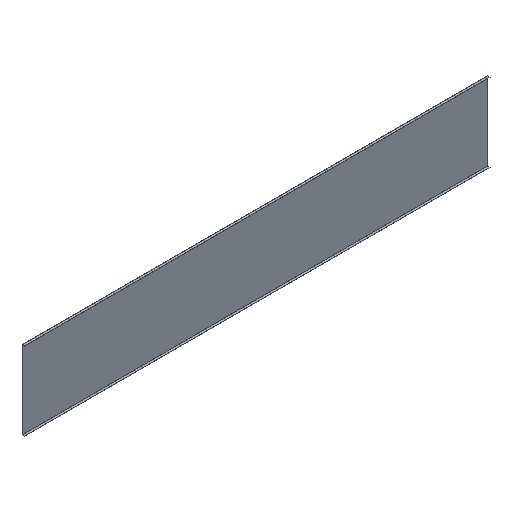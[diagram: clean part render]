
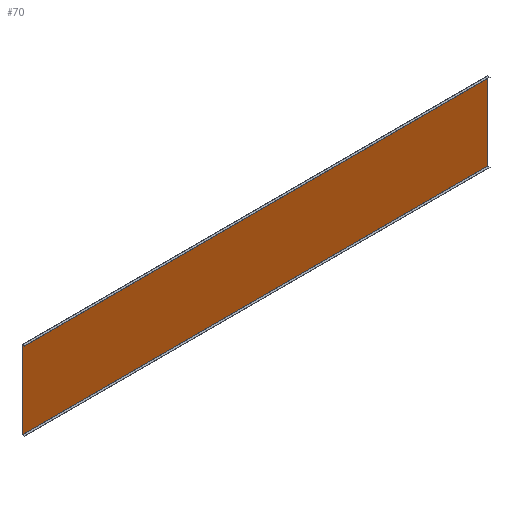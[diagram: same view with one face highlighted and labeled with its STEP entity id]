
A CAD part, isometric view. The second image highlights one B-rep face of the part: STEP entity #70.
In plain terms, the highlighted planar face has unit normal (0, -1, 0).
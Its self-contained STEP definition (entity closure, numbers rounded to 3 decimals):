
#7 = AXIS2_PLACEMENT_3D ( 'NONE', #260, #112, #318 ) ;
#10 = CARTESIAN_POINT ( 'NONE',  ( -1492.5, 0., 498. ) ) ;
#21 = ORIENTED_EDGE ( 'NONE', *, *, #180, .T. ) ;
#33 = CARTESIAN_POINT ( 'NONE',  ( -1492.5, 0., -1. ) ) ;
#38 = CARTESIAN_POINT ( 'NONE',  ( 0., 0., -1. ) ) ;
#41 = DIRECTION ( 'NONE',  ( 0., 0., -1. ) ) ;
#48 = LINE ( 'NONE', #10, #348 ) ;
#50 = VERTEX_POINT ( 'NONE', #313 ) ;
#70 = ADVANCED_FACE ( 'NONE', ( #360 ), #290, .T. ) ;
#112 = DIRECTION ( 'NONE',  ( 0., -1., 0. ) ) ;
#122 = DIRECTION ( 'NONE',  ( 1., 0., 0. ) ) ;
#139 = CARTESIAN_POINT ( 'NONE',  ( -1492.5, 0., 499. ) ) ;
#160 = VERTEX_POINT ( 'NONE', #139 ) ;
#176 = CARTESIAN_POINT ( 'NONE',  ( 1492.5, 0., 498. ) ) ;
#180 = EDGE_CURVE ( 'NONE', #160, #357, #48, .T. ) ;
#203 = DIRECTION ( 'NONE',  ( -1., 0., 0. ) ) ;
#206 = EDGE_CURVE ( 'NONE', #160, #50, #338, .T. ) ;
#217 = EDGE_LOOP ( 'NONE', ( #21, #366, #268, #275 ) ) ;
#221 = LINE ( 'NONE', #38, #291 ) ;
#257 = EDGE_CURVE ( 'NONE', #362, #357, #221, .T. ) ;
#260 = CARTESIAN_POINT ( 'NONE',  ( -1492.5, 0., 498. ) ) ;
#268 = ORIENTED_EDGE ( 'NONE', *, *, #276, .F. ) ;
#275 = ORIENTED_EDGE ( 'NONE', *, *, #206, .F. ) ;
#276 = EDGE_CURVE ( 'NONE', #50, #362, #361, .T. ) ;
#278 = VECTOR ( 'NONE', #41, 1000. ) ;
#290 = PLANE ( 'NONE',  #7 ) ;
#291 = VECTOR ( 'NONE', #203, 1000. ) ;
#313 = CARTESIAN_POINT ( 'NONE',  ( 1492.5, 0., 499. ) ) ;
#317 = CARTESIAN_POINT ( 'NONE',  ( 1492.5, 0., -1. ) ) ;
#318 = DIRECTION ( 'NONE',  ( 0., 0., -1. ) ) ;
#320 = VECTOR ( 'NONE', #122, 1000. ) ;
#338 = LINE ( 'NONE', #354, #320 ) ;
#345 = DIRECTION ( 'NONE',  ( 0., 0., -1. ) ) ;
#348 = VECTOR ( 'NONE', #345, 1000. ) ;
#354 = CARTESIAN_POINT ( 'NONE',  ( 0., 0., 499. ) ) ;
#357 = VERTEX_POINT ( 'NONE', #33 ) ;
#360 = FACE_OUTER_BOUND ( 'NONE', #217, .T. ) ;
#361 = LINE ( 'NONE', #176, #278 ) ;
#362 = VERTEX_POINT ( 'NONE', #317 ) ;
#366 = ORIENTED_EDGE ( 'NONE', *, *, #257, .F. ) ;
